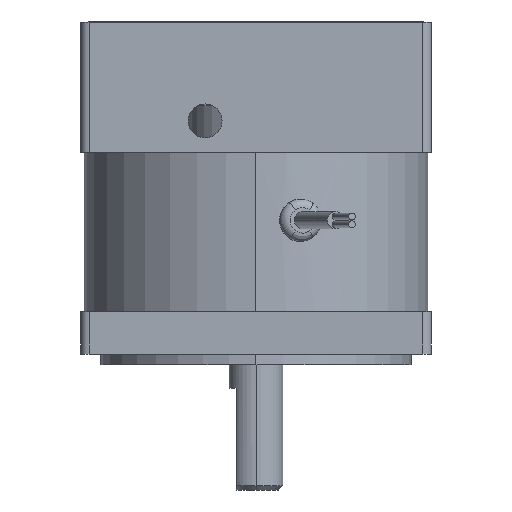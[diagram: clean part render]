
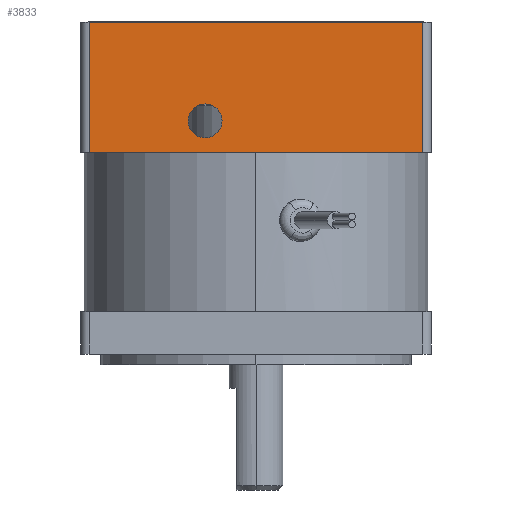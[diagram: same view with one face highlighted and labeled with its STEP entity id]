
A CAD part, left-side view. The second image highlights one B-rep face of the part: STEP entity #3833.
In plain terms, the highlighted planar face has unit normal (-1, 0, 0).
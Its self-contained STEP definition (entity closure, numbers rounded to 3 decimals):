
#294 = EDGE_CURVE ( 'NONE', #1637, #2593, #417, .T. ) ;
#314 = DIRECTION ( 'NONE',  ( 0., 0., 1. ) ) ;
#417 = LINE ( 'NONE', #3812, #2039 ) ;
#539 = EDGE_CURVE ( 'NONE', #3251, #1450, #1565, .T. ) ;
#722 = CARTESIAN_POINT ( 'NONE',  ( -41.3, 11.997, 54.907 ) ) ;
#786 = CARTESIAN_POINT ( 'NONE',  ( -41.3, 11.997, 58.907 ) ) ;
#853 = DIRECTION ( 'NONE',  ( 0., 0., 1. ) ) ;
#879 = CARTESIAN_POINT ( 'NONE',  ( -41.3, 41.3, 78.2 ) ) ;
#900 = VECTOR ( 'NONE', #314, 1000. ) ;
#941 = DIRECTION ( 'NONE',  ( 0., 0., -1. ) ) ;
#968 = CARTESIAN_POINT ( 'NONE',  ( -41.3, -39.3, 78.2 ) ) ;
#1045 = EDGE_CURVE ( 'NONE', #1286, #3807, #3934, .T. ) ;
#1105 = CARTESIAN_POINT ( 'NONE',  ( -41.3, 39.3, 47.5 ) ) ;
#1286 = VERTEX_POINT ( 'NONE', #786 ) ;
#1449 = DIRECTION ( 'NONE',  ( 0., 0., -1. ) ) ;
#1450 = VERTEX_POINT ( 'NONE', #2480 ) ;
#1493 = EDGE_LOOP ( 'NONE', ( #3004, #2582 ) ) ;
#1509 = ORIENTED_EDGE ( 'NONE', *, *, #294, .T. ) ;
#1565 = LINE ( 'NONE', #879, #2432 ) ;
#1611 = CARTESIAN_POINT ( 'NONE',  ( -41.3, 11.997, 50.907 ) ) ;
#1637 = VERTEX_POINT ( 'NONE', #1105 ) ;
#1686 = DIRECTION ( 'NONE',  ( 0., 0., 1. ) ) ;
#1870 = DIRECTION ( 'NONE',  ( 1., 0., 0. ) ) ;
#1886 = CARTESIAN_POINT ( 'NONE',  ( -41.3, 0., 0. ) ) ;
#1927 = VECTOR ( 'NONE', #1449, 1000. ) ;
#1942 = DIRECTION ( 'NONE',  ( -1., 0., 0. ) ) ;
#2039 = VECTOR ( 'NONE', #2264, 1000. ) ;
#2121 = CARTESIAN_POINT ( 'NONE',  ( -41.3, 11.997, 54.907 ) ) ;
#2204 = EDGE_CURVE ( 'NONE', #2593, #3251, #3672, .T. ) ;
#2212 = PLANE ( 'NONE',  #3755 ) ;
#2264 = DIRECTION ( 'NONE',  ( 0., -1., 0. ) ) ;
#2302 = AXIS2_PLACEMENT_3D ( 'NONE', #2121, #3012, #853 ) ;
#2432 = VECTOR ( 'NONE', #3045, 1000. ) ;
#2480 = CARTESIAN_POINT ( 'NONE',  ( -41.3, 39.3, 78.2 ) ) ;
#2530 = ORIENTED_EDGE ( 'NONE', *, *, #2204, .T. ) ;
#2582 = ORIENTED_EDGE ( 'NONE', *, *, #2645, .F. ) ;
#2593 = VERTEX_POINT ( 'NONE', #3149 ) ;
#2645 = EDGE_CURVE ( 'NONE', #3807, #1286, #3227, .T. ) ;
#2761 = EDGE_CURVE ( 'NONE', #1450, #1637, #3945, .T. ) ;
#2815 = ORIENTED_EDGE ( 'NONE', *, *, #539, .T. ) ;
#2892 = EDGE_LOOP ( 'NONE', ( #2815, #3332, #1509, #2530 ) ) ;
#3004 = ORIENTED_EDGE ( 'NONE', *, *, #1045, .F. ) ;
#3012 = DIRECTION ( 'NONE',  ( -1., 0., 0. ) ) ;
#3045 = DIRECTION ( 'NONE',  ( 0., 1., 0. ) ) ;
#3149 = CARTESIAN_POINT ( 'NONE',  ( -41.3, -39.3, 47.5 ) ) ;
#3227 = CIRCLE ( 'NONE', #3368, 4. ) ;
#3251 = VERTEX_POINT ( 'NONE', #968 ) ;
#3253 = CARTESIAN_POINT ( 'NONE',  ( -41.3, 39.3, 47.5 ) ) ;
#3267 = CARTESIAN_POINT ( 'NONE',  ( -41.3, -39.3, 78.2 ) ) ;
#3332 = ORIENTED_EDGE ( 'NONE', *, *, #2761, .T. ) ;
#3368 = AXIS2_PLACEMENT_3D ( 'NONE', #722, #1942, #1686 ) ;
#3439 = FACE_BOUND ( 'NONE', #1493, .T. ) ;
#3672 = LINE ( 'NONE', #3267, #900 ) ;
#3721 = FACE_OUTER_BOUND ( 'NONE', #2892, .T. ) ;
#3755 = AXIS2_PLACEMENT_3D ( 'NONE', #1886, #1870, #941 ) ;
#3807 = VERTEX_POINT ( 'NONE', #1611 ) ;
#3812 = CARTESIAN_POINT ( 'NONE',  ( -41.3, -41.3, 47.5 ) ) ;
#3833 = ADVANCED_FACE ( 'NONE', ( #3439, #3721 ), #2212, .F. ) ;
#3934 = CIRCLE ( 'NONE', #2302, 4. ) ;
#3945 = LINE ( 'NONE', #3253, #1927 ) ;
